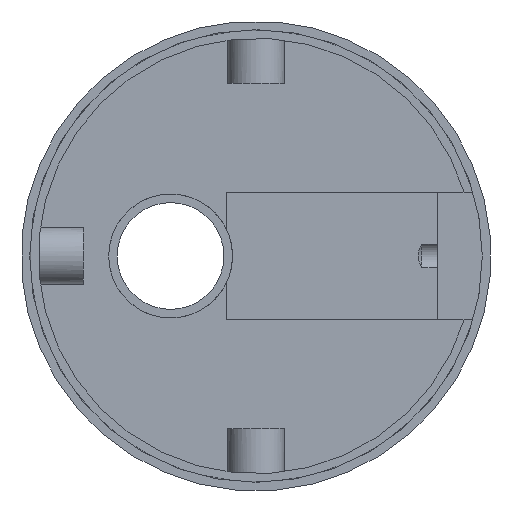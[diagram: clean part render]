
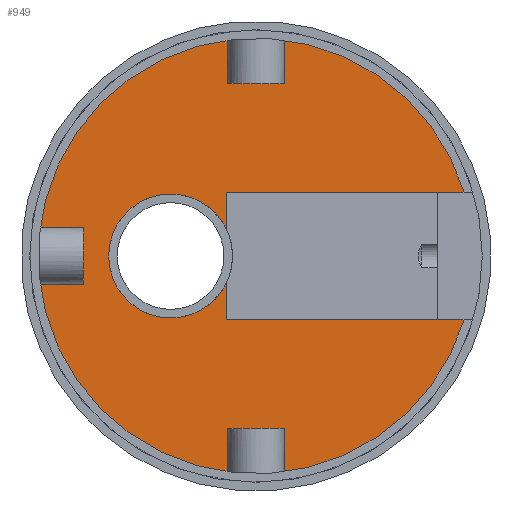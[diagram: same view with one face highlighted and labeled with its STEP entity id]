
A CAD part, front view. The second image highlights one B-rep face of the part: STEP entity #949.
In plain terms, the highlighted planar face has unit normal (0, -1, 0).
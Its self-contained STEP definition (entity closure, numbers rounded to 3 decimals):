
#66=PLANE('',#1046);
#108=FACE_OUTER_BOUND('',#162,.T.);
#162=EDGE_LOOP('',(#775,#776,#777,#778,#779,#780,#781));
#254=LINE('',#1570,#334);
#256=LINE('',#1576,#336);
#265=LINE('',#1600,#345);
#267=LINE('',#1604,#347);
#334=VECTOR('',#1194,10.);
#336=VECTOR('',#1198,10.);
#345=VECTOR('',#1225,10.);
#347=VECTOR('',#1229,10.);
#399=CIRCLE('',#1042,7.25);
#401=CIRCLE('',#1044,7.25);
#402=CIRCLE('',#1047,25.5);
#455=VERTEX_POINT('',#1563);
#458=VERTEX_POINT('',#1568);
#460=VERTEX_POINT('',#1573);
#461=VERTEX_POINT('',#1575);
#465=VERTEX_POINT('',#1591);
#467=VERTEX_POINT('',#1599);
#468=VERTEX_POINT('',#1603);
#567=EDGE_CURVE('',#458,#455,#254,.F.);
#569=EDGE_CURVE('',#460,#461,#256,.F.);
#578=EDGE_CURVE('',#455,#465,#399,.T.);
#581=EDGE_CURVE('',#465,#460,#401,.T.);
#583=EDGE_CURVE('',#461,#467,#265,.T.);
#585=EDGE_CURVE('',#468,#458,#267,.F.);
#586=EDGE_CURVE('',#467,#468,#402,.F.);
#775=ORIENTED_EDGE('',*,*,#567,.F.);
#776=ORIENTED_EDGE('',*,*,#585,.F.);
#777=ORIENTED_EDGE('',*,*,#586,.F.);
#778=ORIENTED_EDGE('',*,*,#583,.F.);
#779=ORIENTED_EDGE('',*,*,#569,.F.);
#780=ORIENTED_EDGE('',*,*,#581,.F.);
#781=ORIENTED_EDGE('',*,*,#578,.F.);
#949=ADVANCED_FACE('',(#108),#66,.F.);
#1042=AXIS2_PLACEMENT_3D('',#1592,#1215,#1216);
#1044=AXIS2_PLACEMENT_3D('',#1596,#1220,#1221);
#1046=AXIS2_PLACEMENT_3D('',#1602,#1227,#1228);
#1047=AXIS2_PLACEMENT_3D('',#1605,#1230,#1231);
#1194=DIRECTION('',(0.,0.,1.));
#1198=DIRECTION('',(0.,0.,1.));
#1215=DIRECTION('center_axis',(0.,-1.,0.));
#1216=DIRECTION('ref_axis',(1.,0.,0.));
#1220=DIRECTION('center_axis',(0.,-1.,0.));
#1221=DIRECTION('ref_axis',(1.,0.,0.));
#1225=DIRECTION('',(1.,0.,0.));
#1227=DIRECTION('center_axis',(0.,1.,0.));
#1228=DIRECTION('ref_axis',(0.,0.,1.));
#1229=DIRECTION('',(1.,0.,0.));
#1230=DIRECTION('center_axis',(0.,-1.,0.));
#1231=DIRECTION('ref_axis',(-1.,0.,0.));
#1563=CARTESIAN_POINT('',(-3.5,29.,3.211));
#1568=CARTESIAN_POINT('',(-3.5,29.,7.45));
#1570=CARTESIAN_POINT('',(-3.5,29.,0.));
#1573=CARTESIAN_POINT('',(-3.5,29.,-3.211));
#1575=CARTESIAN_POINT('',(-3.5,29.,-7.45));
#1576=CARTESIAN_POINT('',(-3.5,29.,0.));
#1591=CARTESIAN_POINT('',(-17.25,29.,0.));
#1592=CARTESIAN_POINT('Origin',(-10.,29.,0.));
#1596=CARTESIAN_POINT('Origin',(-10.,29.,0.));
#1599=CARTESIAN_POINT('',(24.387,29.,-7.45));
#1600=CARTESIAN_POINT('',(11.625,29.,-7.45));
#1602=CARTESIAN_POINT('Origin',(0.,29.,0.));
#1603=CARTESIAN_POINT('',(24.387,29.,7.45));
#1604=CARTESIAN_POINT('',(11.625,29.,7.45));
#1605=CARTESIAN_POINT('Origin',(0.,29.,0.));
